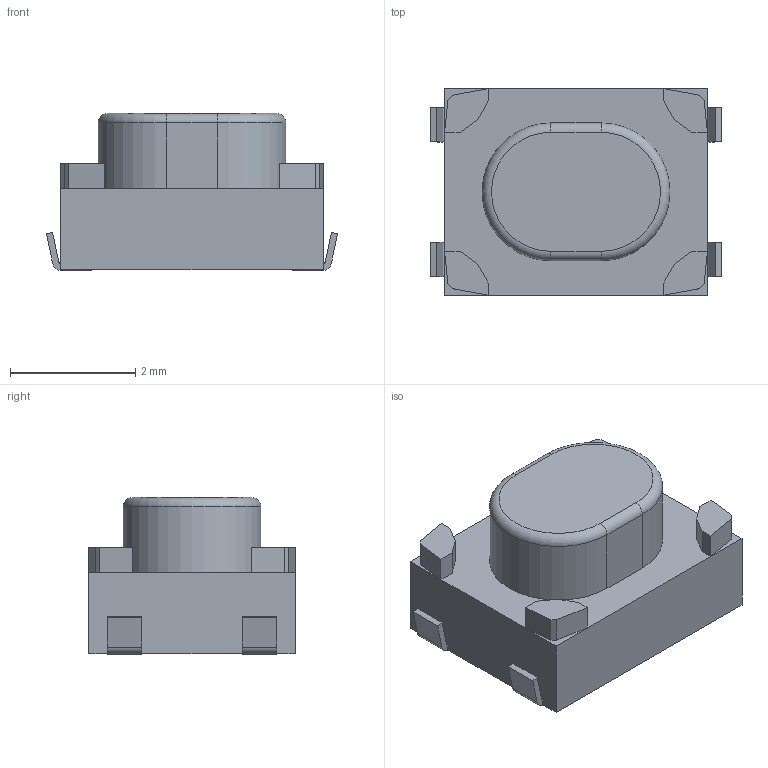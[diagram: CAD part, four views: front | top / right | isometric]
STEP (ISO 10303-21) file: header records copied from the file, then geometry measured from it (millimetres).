
FILE_DESCRIPTION(/* description */ (''),/* implementation_level */ '2;1');
FILE_NAME(/* name */ 'SW.step',/* time_stamp */ '2025-12-15T22:59:13+08:00',/* author */ (''),/* organization */ (''),/* preprocessor_version */ 'ST-DEVELOPER v20.1',/* originating_system */ 'Autodesk Translation Framework v14.21.0.0',/* authorisation */ '');
FILE_SCHEMA (('AUTOMOTIVE_DESIGN { 1 0 10303 214 3 1 1 }'));
Length unit declared in the file: millimetre
Products named in the file (4): P7H0-SW3; SW-SMD_4P-L4.2-W3.2-P2.15-LS4.6-1; SOLID; SOLID_1
Assembly tree (3 placements, depth 3):
  P7H0-SW3
    SW-SMD_4P-L4.2-W3.2-P2.15-LS4.6-1
      SOLID
      SOLID_1
Bounding box: 4.65 x 3.3 x 2.51 mm (x, y, z)
Volume: 24.8 mm3; surface area: 78.2 mm2
Topology: 2 solids, 2 shells, 106 faces, 259 edges, 166 vertices
Faces by surface type: plane 83, cylinder 21, torus 2
Full cylindrical faces by diameter (mm): 0.5 x6, 0.6 x1, 0.8 x2
Entity records: 3250 total; most frequent: CARTESIAN_POINT 538, DIRECTION 529, ORIENTED_EDGE 518, EDGE_CURVE 259, LINE 215, VECTOR 215, VERTEX_POINT 166, AXIS2_PLACEMENT_3D 157
